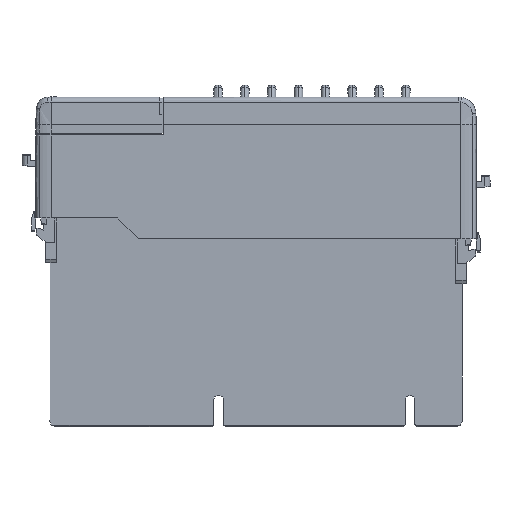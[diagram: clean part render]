
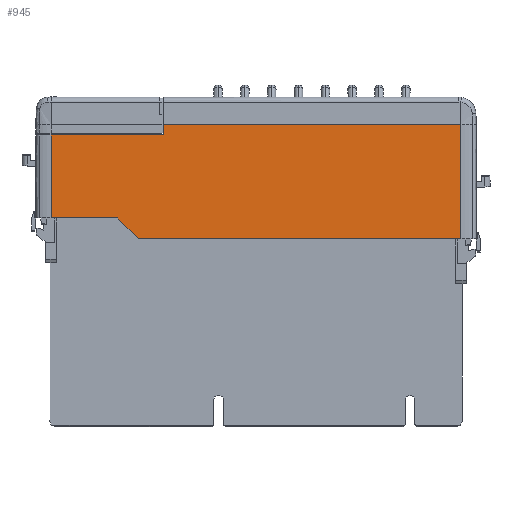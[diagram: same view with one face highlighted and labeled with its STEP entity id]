
A CAD part, left-side view. The second image highlights one B-rep face of the part: STEP entity #945.
In plain terms, the highlighted planar face has unit normal (-1, 0, 0.009).
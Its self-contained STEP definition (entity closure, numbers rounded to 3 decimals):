
#787 = ORIENTED_EDGE ( 'NONE', *, *, #789, .F. ) ;
#789 = EDGE_CURVE ( 'NONE', #901, #13262, #32861, .T. ) ;
#791 = ORIENTED_EDGE ( 'NONE', *, *, #893, .F. ) ;
#794 = ORIENTED_EDGE ( 'NONE', *, *, #796, .T. ) ;
#796 = EDGE_CURVE ( 'NONE', #899, #30594, #32911, .T. ) ;
#798 = ORIENTED_EDGE ( 'NONE', *, *, #30593, .T. ) ;
#893 = EDGE_CURVE ( 'NONE', #899, #901, #33047, .T. ) ;
#899 = VERTEX_POINT ( 'NONE', #33038 ) ;
#901 = VERTEX_POINT ( 'NONE', #33095 ) ;
#945 = ADVANCED_FACE ( 'NONE', ( #33150 ), #33149, .T. ) ;
#954 = EDGE_LOOP ( 'NONE', ( #956, #787, #791, #794, #798, #1004, #1006, #1010 ) ) ;
#956 = ORIENTED_EDGE ( 'NONE', *, *, #13261, .F. ) ;
#1004 = ORIENTED_EDGE ( 'NONE', *, *, #30665, .T. ) ;
#1006 = ORIENTED_EDGE ( 'NONE', *, *, #1117, .F. ) ;
#1010 = ORIENTED_EDGE ( 'NONE', *, *, #1014, .F. ) ;
#1014 = EDGE_CURVE ( 'NONE', #13263, #1110, #33225, .T. ) ;
#1110 = VERTEX_POINT ( 'NONE', #33456 ) ;
#1117 = EDGE_CURVE ( 'NONE', #1110, #1121, #33507, .T. ) ;
#1121 = VERTEX_POINT ( 'NONE', #33492 ) ;
#10818 = CARTESIAN_POINT ( 'NONE',  ( 101.36, 115.315, -113.126 ) ) ;
#10819 = DIRECTION ( 'NONE',  ( 0., -1., 0. ) ) ;
#10820 = VECTOR ( 'NONE', #10819, 1000. ) ;
#10821 = CARTESIAN_POINT ( 'NONE',  ( 101.36, -3.768, -113.126 ) ) ;
#10822 = LINE ( 'NONE', #10821, #10820 ) ;
#10828 = CARTESIAN_POINT ( 'NONE',  ( 101.36, 96.056, -113.126 ) ) ;
#10947 = DIRECTION ( 'NONE',  ( -0.006, -0.707, -0.707 ) ) ;
#10948 = VECTOR ( 'NONE', #10947, 1000. ) ;
#10949 = CARTESIAN_POINT ( 'NONE',  ( 100.897, 43.096, -166.087 ) ) ;
#10950 = LINE ( 'NONE', #10949, #10948 ) ;
#13261 = EDGE_CURVE ( 'NONE', #13262, #13263, #26330, .T. ) ;
#13262 = VERTEX_POINT ( 'NONE', #26326 ) ;
#13263 = VERTEX_POINT ( 'NONE', #26325 ) ;
#26325 = CARTESIAN_POINT ( 'NONE',  ( 101.596, -3.768, -85.997 ) ) ;
#26326 = CARTESIAN_POINT ( 'NONE',  ( 101.596, 82.72, -85.997 ) ) ;
#26327 = DIRECTION ( 'NONE',  ( 0., -1., 0. ) ) ;
#26328 = VECTOR ( 'NONE', #26327, 1000. ) ;
#26329 = CARTESIAN_POINT ( 'NONE',  ( 101.596, -3.768, -85.997 ) ) ;
#26330 = LINE ( 'NONE', #26329, #26328 ) ;
#30588 = VERTEX_POINT ( 'NONE', #10828 ) ;
#30593 = EDGE_CURVE ( 'NONE', #30594, #30588, #10822, .T. ) ;
#30594 = VERTEX_POINT ( 'NONE', #10818 ) ;
#30665 = EDGE_CURVE ( 'NONE', #30588, #1121, #10950, .T. ) ;
#32858 = DIRECTION ( 'NONE',  ( 0.009, -0.009, 1. ) ) ;
#32859 = VECTOR ( 'NONE', #32858, 1000. ) ;
#32860 = CARTESIAN_POINT ( 'NONE',  ( 101.646, 82.67, -80.274 ) ) ;
#32861 = LINE ( 'NONE', #32860, #32859 ) ;
#32908 = DIRECTION ( 'NONE',  ( -0.009, 0., -1. ) ) ;
#32909 = VECTOR ( 'NONE', #32908, 1000. ) ;
#32910 = CARTESIAN_POINT ( 'NONE',  ( 101.307, 115.315, -119.122 ) ) ;
#32911 = LINE ( 'NONE', #32910, #32909 ) ;
#33038 = CARTESIAN_POINT ( 'NONE',  ( 101.57, 115.315, -88.997 ) ) ;
#33044 = DIRECTION ( 'NONE',  ( 0., -1., 0. ) ) ;
#33045 = VECTOR ( 'NONE', #33044, 1000. ) ;
#33046 = CARTESIAN_POINT ( 'NONE',  ( 101.57, -3.768, -88.997 ) ) ;
#33047 = LINE ( 'NONE', #33046, #33045 ) ;
#33095 = CARTESIAN_POINT ( 'NONE',  ( 101.57, 82.746, -88.997 ) ) ;
#33145 = DIRECTION ( 'NONE',  ( 0.009, 0., 1. ) ) ;
#33146 = DIRECTION ( 'NONE',  ( -1., 0., 0.009 ) ) ;
#33147 = CARTESIAN_POINT ( 'NONE',  ( 101.306, -3.768, -119.226 ) ) ;
#33148 = AXIS2_PLACEMENT_3D ( 'NONE', #33147, #33146, #33145 ) ;
#33149 = PLANE ( 'NONE',  #33148 ) ;
#33150 = FACE_OUTER_BOUND ( 'NONE', #954, .T. ) ;
#33222 = DIRECTION ( 'NONE',  ( -0.009, 0., -1. ) ) ;
#33223 = VECTOR ( 'NONE', #33222, 1000. ) ;
#33224 = CARTESIAN_POINT ( 'NONE',  ( 101.307, -3.768, -119.122 ) ) ;
#33225 = LINE ( 'NONE', #33224, #33223 ) ;
#33456 = CARTESIAN_POINT ( 'NONE',  ( 101.306, -3.768, -119.226 ) ) ;
#33492 = CARTESIAN_POINT ( 'NONE',  ( 101.306, 89.956, -119.226 ) ) ;
#33499 = DIRECTION ( 'NONE',  ( 0., 1., 0. ) ) ;
#33500 = VECTOR ( 'NONE', #33499, 1000. ) ;
#33506 = CARTESIAN_POINT ( 'NONE',  ( 101.306, 0., -119.226 ) ) ;
#33507 = LINE ( 'NONE', #33506, #33500 ) ;
